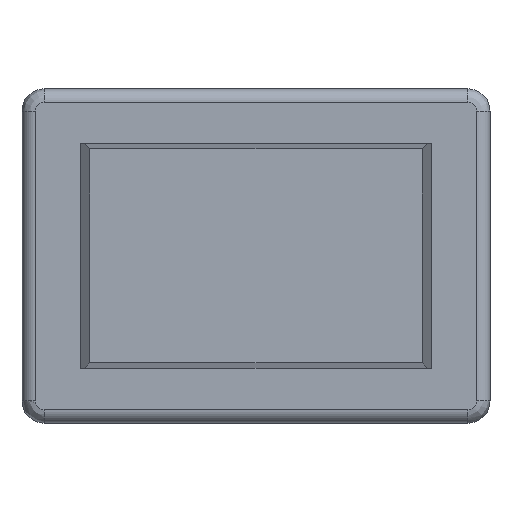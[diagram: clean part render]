
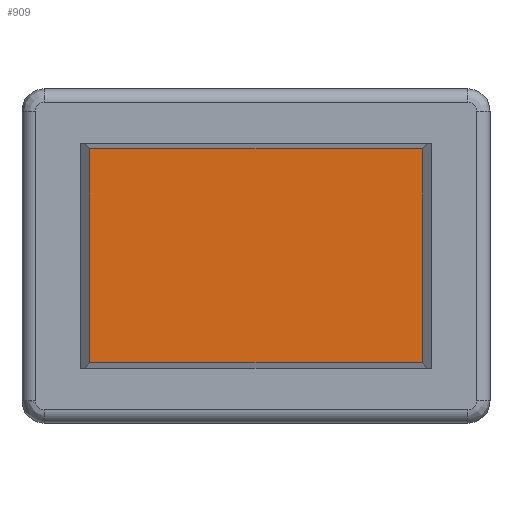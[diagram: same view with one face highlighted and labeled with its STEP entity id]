
A CAD part, top view. The second image highlights one B-rep face of the part: STEP entity #909.
In plain terms, the highlighted planar face has unit normal (0, 0, 1).
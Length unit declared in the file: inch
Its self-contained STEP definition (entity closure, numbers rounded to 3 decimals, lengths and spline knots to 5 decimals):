
#702=CARTESIAN_POINT('',(0.29331,0.18898,0.96063));
#703=VERTEX_POINT('',#702);
#710=CARTESIAN_POINT('',(0.29331,-0.18898,0.96063));
#711=VERTEX_POINT('',#710);
#712=CARTESIAN_POINT('',(0.29331,0.18898,0.96063));
#713=DIRECTION('',(0.0,-1.0,0.0));
#714=VECTOR('',#713,0.37795);
#715=LINE('',#712,#714);
#716=EDGE_CURVE('',#703,#711,#715,.T.);
#748=CARTESIAN_POINT('',(-0.29331,0.18898,0.96063));
#749=VERTEX_POINT('',#748);
#756=CARTESIAN_POINT('',(-0.29331,0.18898,0.96063));
#757=DIRECTION('',(1.0,0.0,0.0));
#758=VECTOR('',#757,0.58661);
#759=LINE('',#756,#758);
#760=EDGE_CURVE('',#749,#703,#759,.T.);
#843=CARTESIAN_POINT('',(-0.29331,-0.18898,0.96063));
#844=VERTEX_POINT('',#843);
#845=CARTESIAN_POINT('',(0.29331,-0.18898,0.96063));
#846=DIRECTION('',(-1.0,0.0,0.0));
#847=VECTOR('',#846,0.58661);
#848=LINE('',#845,#847);
#849=EDGE_CURVE('',#711,#844,#848,.T.);
#874=CARTESIAN_POINT('',(-0.29331,-0.18898,0.96063));
#875=DIRECTION('',(0.0,1.0,0.0));
#876=VECTOR('',#875,0.37795);
#877=LINE('',#874,#876);
#878=EDGE_CURVE('',#844,#749,#877,.T.);
#898=CARTESIAN_POINT('',(-0.32264,-0.20787,0.96063));
#899=DIRECTION('',(0.0,0.0,1.0));
#900=DIRECTION('',(1.0,0.0,0.0));
#901=AXIS2_PLACEMENT_3D('',#898,#899,#900);
#902=PLANE('',#901);
#903=ORIENTED_EDGE('',*,*,#716,.F.);
#904=ORIENTED_EDGE('',*,*,#760,.F.);
#905=ORIENTED_EDGE('',*,*,#878,.F.);
#906=ORIENTED_EDGE('',*,*,#849,.F.);
#907=EDGE_LOOP('',(#903,#904,#905,#906));
#908=FACE_OUTER_BOUND('',#907,.T.);
#909=ADVANCED_FACE('',(#908),#902,.T.);
